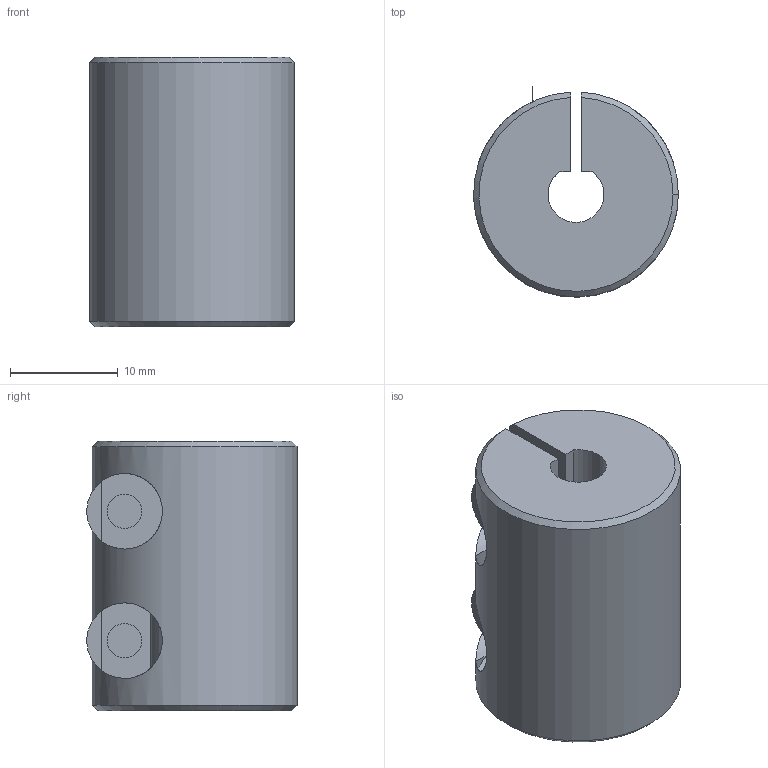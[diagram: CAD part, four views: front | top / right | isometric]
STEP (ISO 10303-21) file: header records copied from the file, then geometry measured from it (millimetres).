
FILE_DESCRIPTION(('FreeCAD Model'),'2;1');
FILE_NAME('Open CASCADE Shape Model','2022-02-22T19:14:05',('Author'),( ''),'Open CASCADE STEP processor 7.5','FreeCAD','Unknown');
FILE_SCHEMA(('AUTOMOTIVE_DESIGN { 1 0 10303 214 1 1 1 1 }'));
Length unit declared in the file: millimetre
Products named in the file (1): NEW.axis.coupler
Bounding box: 18.99 x 19.49 x 25 mm (x, y, z)
Volume: 5384.2 mm3; surface area: 2981.6 mm2
Topology: 1 solids, 1 shells, 35 faces, 79 edges, 52 vertices
Faces by surface type: cylinder 17, plane 14, cone 4
Full cylindrical faces by diameter (mm): 3.2 x4, 7 x2
Entity records: 3251 total; most frequent: CARTESIAN_POINT 1697, DIRECTION 266, ORIENTED_EDGE 158, PCURVE 158, DEFINITIONAL_REPRESENTATION 158, LINE 113, VECTOR 113, EDGE_CURVE 79
